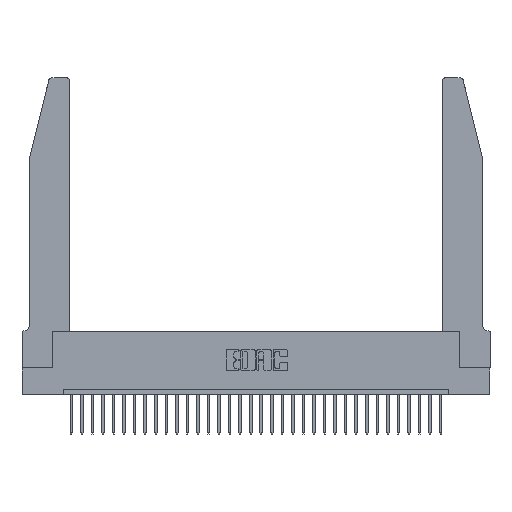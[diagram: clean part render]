
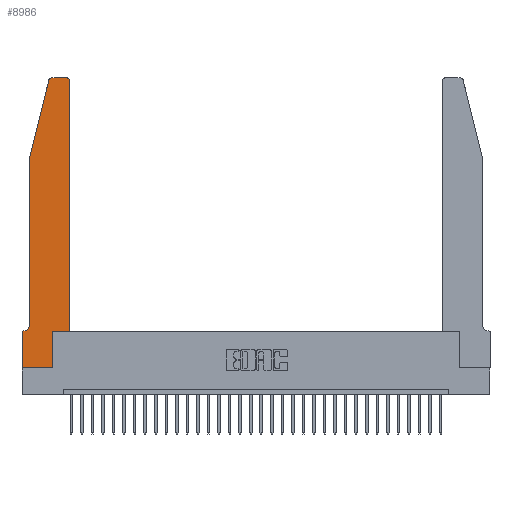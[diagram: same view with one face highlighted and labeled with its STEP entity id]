
A CAD part, top view. The second image highlights one B-rep face of the part: STEP entity #8986.
In plain terms, the highlighted planar face has unit normal (0, 0, 1).
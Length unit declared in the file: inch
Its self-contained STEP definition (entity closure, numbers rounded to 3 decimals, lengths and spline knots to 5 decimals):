
#188 = ORIENTED_EDGE ( 'NONE', *, *, #30687, .T. ) ;
#212 = DIRECTION ( 'NONE',  ( -1., 0., 0. ) ) ;
#257 = PLANE ( 'NONE',  #11142 ) ;
#366 = CARTESIAN_POINT ( 'NONE',  ( 0.0755, 2., 0.37 ) ) ;
#1192 = DIRECTION ( 'NONE',  ( 0., 1., 0. ) ) ;
#1458 = CIRCLE ( 'NONE', #25619, 0.03 ) ;
#1750 = CARTESIAN_POINT ( 'NONE',  ( 0.0055, 0.35, 0.37 ) ) ;
#2661 = DIRECTION ( 'NONE',  ( 0., 1., 0. ) ) ;
#2802 = VERTEX_POINT ( 'NONE', #15233 ) ;
#3163 = EDGE_CURVE ( 'NONE', #22648, #19528, #6859, .T. ) ;
#3205 = ORIENTED_EDGE ( 'NONE', *, *, #29917, .T. ) ;
#3588 = CARTESIAN_POINT ( 'NONE',  ( 0.0755, 2., 0.37 ) ) ;
#4244 = ORIENTED_EDGE ( 'NONE', *, *, #23943, .T. ) ;
#4435 = VERTEX_POINT ( 'NONE', #15803 ) ;
#4605 = CARTESIAN_POINT ( 'NONE',  ( 0.0055, 0.42, 0.37 ) ) ;
#4630 = CARTESIAN_POINT ( 'NONE',  ( 0.4505, 2.72, 0.37 ) ) ;
#5335 = LINE ( 'NONE', #18729, #12054 ) ;
#5339 = VERTEX_POINT ( 'NONE', #12672 ) ;
#5380 = CARTESIAN_POINT ( 'NONE',  ( 0., 0.35, 0.37 ) ) ;
#5386 = LINE ( 'NONE', #18902, #18835 ) ;
#5609 = EDGE_LOOP ( 'NONE', ( #13259, #22895, #15017, #22653, #30320, #22471, #4244, #15057, #22430, #12253, #188, #3205 ) ) ;
#6859 = LINE ( 'NONE', #31364, #21880 ) ;
#7542 = VERTEX_POINT ( 'NONE', #25459 ) ;
#7723 = LINE ( 'NONE', #366, #27824 ) ;
#7999 = FACE_OUTER_BOUND ( 'NONE', #5609, .T. ) ;
#8832 = VERTEX_POINT ( 'NONE', #1750 ) ;
#8882 = VERTEX_POINT ( 'NONE', #4630 ) ;
#8979 = CARTESIAN_POINT ( 'NONE',  ( 0.0755, 0.42, 0.37 ) ) ;
#8986 = ADVANCED_FACE ( 'NONE', ( #7999 ), #257, .T. ) ;
#9155 = CARTESIAN_POINT ( 'NONE',  ( 0.284, 2.72, 0.37 ) ) ;
#10811 = LINE ( 'NONE', #27986, #22984 ) ;
#10855 = EDGE_CURVE ( 'NONE', #5339, #22648, #15814, .T. ) ;
#11142 = AXIS2_PLACEMENT_3D ( 'NONE', #5380, #15551, #27912 ) ;
#11614 = DIRECTION ( 'NONE',  ( 1., 0., 0. ) ) ;
#11684 = VECTOR ( 'NONE', #2661, 39.37008 ) ;
#12054 = VECTOR ( 'NONE', #23546, 39.37008 ) ;
#12253 = ORIENTED_EDGE ( 'NONE', *, *, #13480, .T. ) ;
#12672 = CARTESIAN_POINT ( 'NONE',  ( 0., 0., 0.37 ) ) ;
#13259 = ORIENTED_EDGE ( 'NONE', *, *, #21143, .T. ) ;
#13480 = EDGE_CURVE ( 'NONE', #19528, #7542, #5335, .T. ) ;
#13652 = EDGE_CURVE ( 'NONE', #22031, #8832, #24964, .T. ) ;
#14419 = DIRECTION ( 'NONE',  ( 0., 0., -1. ) ) ;
#14872 = DIRECTION ( 'NONE',  ( -1., 0., 0. ) ) ;
#15017 = ORIENTED_EDGE ( 'NONE', *, *, #29604, .T. ) ;
#15057 = ORIENTED_EDGE ( 'NONE', *, *, #10855, .T. ) ;
#15157 = VERTEX_POINT ( 'NONE', #18142 ) ;
#15233 = CARTESIAN_POINT ( 'NONE',  ( 0., 0.35, 0.37 ) ) ;
#15261 = CARTESIAN_POINT ( 'NONE',  ( 0.4505, 0.35, 0.37 ) ) ;
#15380 = VERTEX_POINT ( 'NONE', #17199 ) ;
#15551 = DIRECTION ( 'NONE',  ( 0., 0., 1. ) ) ;
#15607 = DIRECTION ( 'NONE',  ( -1., 0., 0. ) ) ;
#15794 = CIRCLE ( 'NONE', #21952, 0.03 ) ;
#15803 = CARTESIAN_POINT ( 'NONE',  ( 0.4205, 2.75, 0.37 ) ) ;
#15814 = LINE ( 'NONE', #24223, #21688 ) ;
#17199 = CARTESIAN_POINT ( 'NONE',  ( 0.0755, 2., 0.37 ) ) ;
#17411 = LINE ( 'NONE', #3588, #29580 ) ;
#18142 = CARTESIAN_POINT ( 'NONE',  ( 0.284, 2.75, 0.37 ) ) ;
#18200 = VERTEX_POINT ( 'NONE', #18345 ) ;
#18345 = CARTESIAN_POINT ( 'NONE',  ( 0.25487, 2.72718, 0.37 ) ) ;
#18387 = DIRECTION ( 'NONE',  ( 0., -1., 0. ) ) ;
#18403 = LINE ( 'NONE', #15261, #11684 ) ;
#18729 = CARTESIAN_POINT ( 'NONE',  ( 0.4505, 0.35, 0.37 ) ) ;
#18835 = VECTOR ( 'NONE', #18387, 39.37008 ) ;
#18902 = CARTESIAN_POINT ( 'NONE',  ( 0., 0., 0.37 ) ) ;
#19528 = VERTEX_POINT ( 'NONE', #28781 ) ;
#19552 = DIRECTION ( 'NONE',  ( 0., -1., 0. ) ) ;
#19788 = VECTOR ( 'NONE', #15607, 39.37008 ) ;
#21143 = EDGE_CURVE ( 'NONE', #4435, #15157, #28795, .T. ) ;
#21203 = EDGE_CURVE ( 'NONE', #15380, #22031, #17411, .T. ) ;
#21688 = VECTOR ( 'NONE', #11614, 39.37008 ) ;
#21880 = VECTOR ( 'NONE', #1192, 39.37008 ) ;
#21952 = AXIS2_PLACEMENT_3D ( 'NONE', #9155, #26750, #29397 ) ;
#22031 = VERTEX_POINT ( 'NONE', #8979 ) ;
#22347 = EDGE_CURVE ( 'NONE', #15157, #18200, #15794, .T. ) ;
#22430 = ORIENTED_EDGE ( 'NONE', *, *, #3163, .T. ) ;
#22471 = ORIENTED_EDGE ( 'NONE', *, *, #32038, .T. ) ;
#22648 = VERTEX_POINT ( 'NONE', #28651 ) ;
#22653 = ORIENTED_EDGE ( 'NONE', *, *, #21203, .T. ) ;
#22895 = ORIENTED_EDGE ( 'NONE', *, *, #22347, .T. ) ;
#22984 = VECTOR ( 'NONE', #212, 39.37008 ) ;
#23546 = DIRECTION ( 'NONE',  ( 1., 0., 0. ) ) ;
#23943 = EDGE_CURVE ( 'NONE', #2802, #5339, #5386, .T. ) ;
#24223 = CARTESIAN_POINT ( 'NONE',  ( 0., 0., 0.37 ) ) ;
#24478 = DIRECTION ( 'NONE',  ( 1., 0., 0. ) ) ;
#24806 = DIRECTION ( 'NONE',  ( 0., 0., 1. ) ) ;
#24964 = CIRCLE ( 'NONE', #25923, 0.07 ) ;
#25459 = CARTESIAN_POINT ( 'NONE',  ( 0.4505, 0.35, 0.37 ) ) ;
#25619 = AXIS2_PLACEMENT_3D ( 'NONE', #32002, #24806, #24478 ) ;
#25873 = CARTESIAN_POINT ( 'NONE',  ( 0.2605, 2.75, 0.37 ) ) ;
#25923 = AXIS2_PLACEMENT_3D ( 'NONE', #4605, #14419, #14872 ) ;
#26750 = DIRECTION ( 'NONE',  ( 0., 0., 1. ) ) ;
#27824 = VECTOR ( 'NONE', #28250, 39.37008 ) ;
#27912 = DIRECTION ( 'NONE',  ( 1., 0., 0. ) ) ;
#27986 = CARTESIAN_POINT ( 'NONE',  ( 0.0755, 0.35, 0.37 ) ) ;
#28250 = DIRECTION ( 'NONE',  ( -0.239, -0.971, 0. ) ) ;
#28651 = CARTESIAN_POINT ( 'NONE',  ( 0.2865, 0., 0.37 ) ) ;
#28781 = CARTESIAN_POINT ( 'NONE',  ( 0.2865, 0.35, 0.37 ) ) ;
#28795 = LINE ( 'NONE', #25873, #19788 ) ;
#29397 = DIRECTION ( 'NONE',  ( 1., 0., 0. ) ) ;
#29580 = VECTOR ( 'NONE', #19552, 39.37008 ) ;
#29604 = EDGE_CURVE ( 'NONE', #18200, #15380, #7723, .T. ) ;
#29917 = EDGE_CURVE ( 'NONE', #8882, #4435, #1458, .T. ) ;
#30320 = ORIENTED_EDGE ( 'NONE', *, *, #13652, .T. ) ;
#30687 = EDGE_CURVE ( 'NONE', #7542, #8882, #18403, .T. ) ;
#31364 = CARTESIAN_POINT ( 'NONE',  ( 0.2865, 0.35, 0.37 ) ) ;
#32002 = CARTESIAN_POINT ( 'NONE',  ( 0.4205, 2.72, 0.37 ) ) ;
#32038 = EDGE_CURVE ( 'NONE', #8832, #2802, #10811, .T. ) ;
